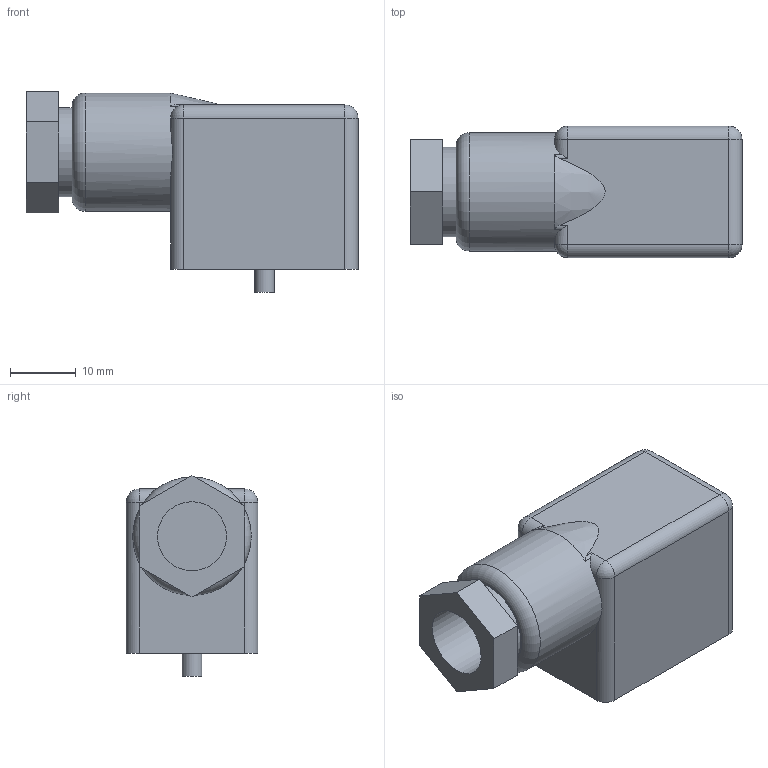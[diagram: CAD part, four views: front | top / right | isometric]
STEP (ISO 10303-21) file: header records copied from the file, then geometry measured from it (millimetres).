
FILE_DESCRIPTION(/* description */ ('Unknown'),/* implementation_level */ '2;1');
FILE_NAME(/* name */ '888.11.01L',/* time_stamp */ '2018-09-06T10:00:47-04:00',/* author */ ('Unknown'),/* organization */ ('Unknown'),/* preprocessor_version */ 'ST-DEVELOPER v16.7',/* originating_system */ 'DEX',/* authorisation */ $);
FILE_SCHEMA (('AUTOMOTIVE_DESIGN {1 0 10303 214 3 1 1}'));
Length unit declared in the file: millimetre
Products named in the file (1): 888.11.01L
Bounding box: 50.5 x 20 x 30.57 mm (x, y, z)
Volume: 18465.8 mm3; surface area: 5097.1 mm2
Topology: 1 solids, 1 shells, 40 faces, 94 edges, 56 vertices
Faces by surface type: plane 19, cylinder 15, sphere 4, torus 1, cone 1
Full cylindrical faces by diameter (mm): 3 x1, 10.5 x1, 13.6 x1, 18 x1
Entity records: 1394 total; most frequent: CARTESIAN_POINT 220, DIRECTION 184, ORIENTED_EDGE 168, EDGE_CURVE 84, AXIS2_PLACEMENT_3D 69, VERTEX_POINT 55, EDGE_LOOP 49, FACE_BOUND 49
